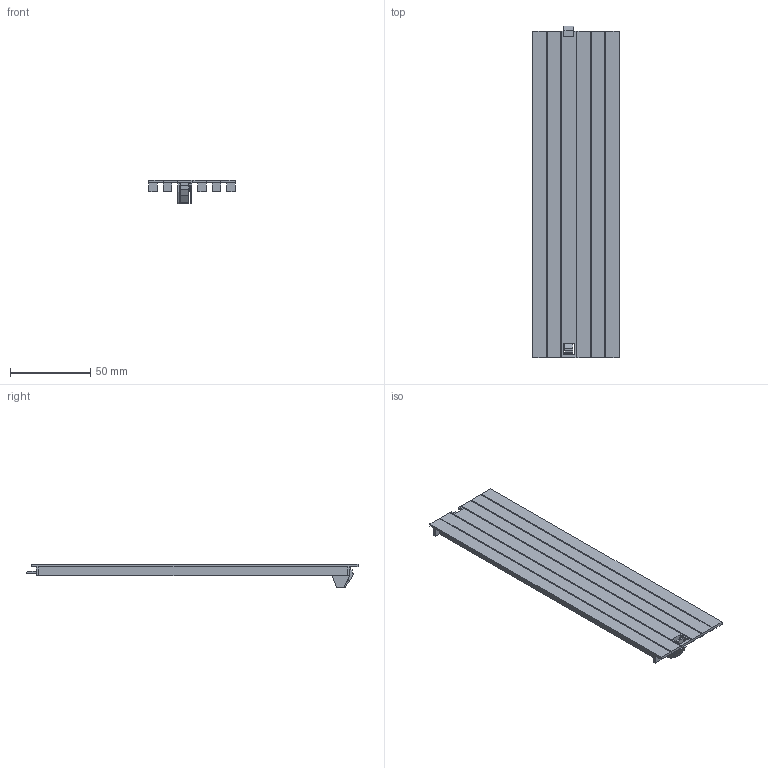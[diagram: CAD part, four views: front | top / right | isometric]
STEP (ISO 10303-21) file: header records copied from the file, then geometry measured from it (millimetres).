
FILE_DESCRIPTION((''),'2;1');
FILE_NAME('001696066_RPH_195_ASM','2023-11-23T09:27:45',('klemen.sitar'),('Audax d.o.o.'),'CREO PARAMETRIC BY PTC INC, 2021304','CREO PARAMETRIC BY PTC INC, 2021304','');
FILE_SCHEMA(('AP242_MANAGED_MODEL_BASED_3D_ENGINEERING_MIM_LF { 1 0 10303 442 1 1 4 }'));
Length unit declared in the file: millimetre
Products named in the file (2): GGGJK_1; 001696066_RPH_195_ASM
Assembly tree (1 placements, depth 2):
  001696066_RPH_195_ASM
    GGGJK_1
Bounding box: 53.7 x 206.7 x 14.6 mm (x, y, z)
Volume: 29935.9 mm3; surface area: 40742.2 mm2
Topology: 1 solids, 1 shells, 141 faces, 401 edges, 266 vertices
Faces by surface type: plane 135, cylinder 6
Entity records: 6039 total; most frequent: CARTESIAN_POINT 816, ORIENTED_EDGE 802, DIRECTION 703, PRESENTATION_STYLE_ASSIGNMENT 404, STYLED_ITEM 404, CURVE_STYLE 403, EDGE_CURVE 401, VECTOR 389
